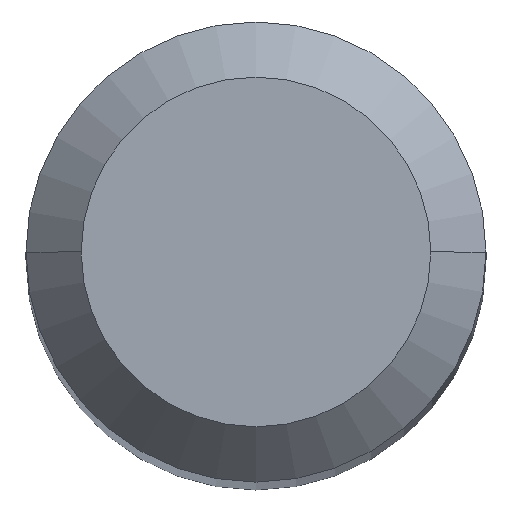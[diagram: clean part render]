
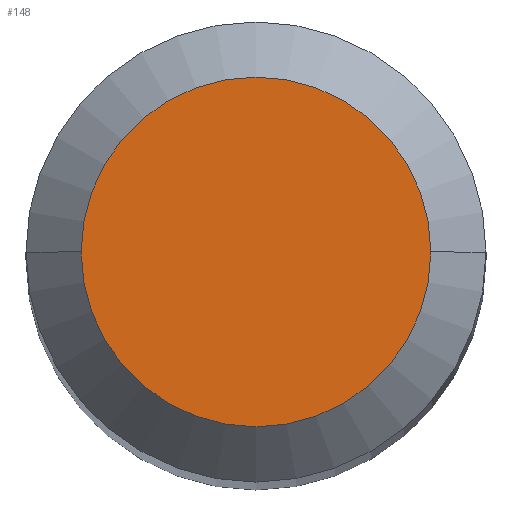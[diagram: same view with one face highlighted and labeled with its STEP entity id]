
A CAD part, top view. The second image highlights one B-rep face of the part: STEP entity #148.
In plain terms, the highlighted planar face has unit normal (0, 0, 1).
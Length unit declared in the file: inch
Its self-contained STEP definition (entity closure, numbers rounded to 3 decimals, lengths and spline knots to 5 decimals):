
#24 = DIRECTION ( 'NONE',  ( 1., 0., 0. ) ) ;
#47 = EDGE_LOOP ( 'NONE', ( #448, #457 ) ) ;
#55 = CARTESIAN_POINT ( 'NONE',  ( 0., 0., 0. ) ) ;
#99 = CIRCLE ( 'NONE', #438, 0.0475 ) ;
#106 = EDGE_CURVE ( 'NONE', #256, #134, #395, .T. ) ;
#134 = VERTEX_POINT ( 'NONE', #157 ) ;
#148 = ADVANCED_FACE ( 'NONE', ( #275 ), #304, .F. ) ;
#157 = CARTESIAN_POINT ( 'NONE',  ( -0.0475, 0., 0. ) ) ;
#170 = EDGE_CURVE ( 'NONE', #134, #256, #99, .T. ) ;
#235 = DIRECTION ( 'NONE',  ( -1., 0., 0. ) ) ;
#239 = AXIS2_PLACEMENT_3D ( 'NONE', #340, #343, #24 ) ;
#256 = VERTEX_POINT ( 'NONE', #392 ) ;
#275 = FACE_OUTER_BOUND ( 'NONE', #47, .T. ) ;
#304 = PLANE ( 'NONE',  #375 ) ;
#340 = CARTESIAN_POINT ( 'NONE',  ( 0., 0., 0. ) ) ;
#343 = DIRECTION ( 'NONE',  ( 0., 0., 1. ) ) ;
#375 = AXIS2_PLACEMENT_3D ( 'NONE', #417, #419, #235 ) ;
#383 = DIRECTION ( 'NONE',  ( 0., 0., 1. ) ) ;
#392 = CARTESIAN_POINT ( 'NONE',  ( 0.0475, 0., 0. ) ) ;
#395 = CIRCLE ( 'NONE', #239, 0.0475 ) ;
#413 = DIRECTION ( 'NONE',  ( 1., 0., 0. ) ) ;
#417 = CARTESIAN_POINT ( 'NONE',  ( 0., 0.0475, 0. ) ) ;
#419 = DIRECTION ( 'NONE',  ( 0., 0., -1. ) ) ;
#438 = AXIS2_PLACEMENT_3D ( 'NONE', #55, #383, #413 ) ;
#448 = ORIENTED_EDGE ( 'NONE', *, *, #170, .T. ) ;
#457 = ORIENTED_EDGE ( 'NONE', *, *, #106, .T. ) ;
